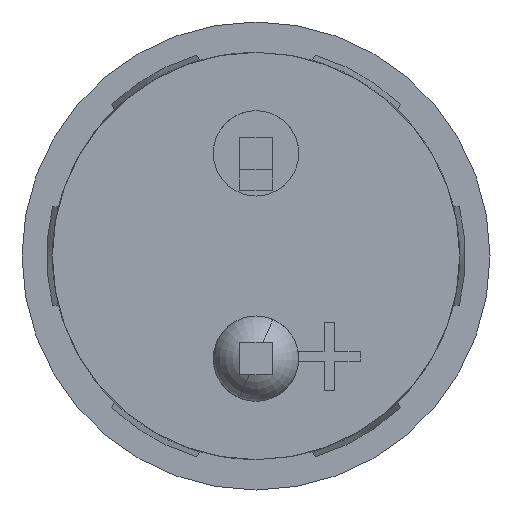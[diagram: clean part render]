
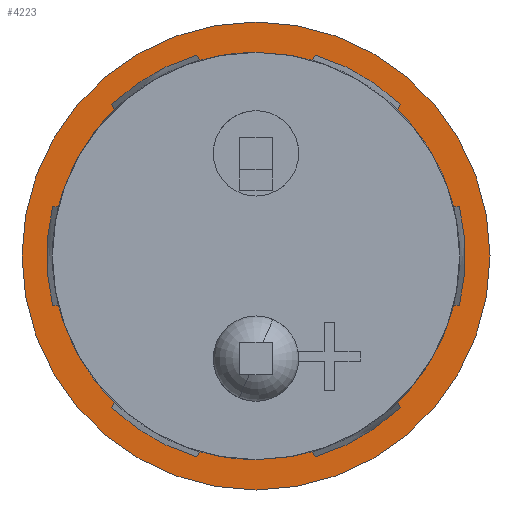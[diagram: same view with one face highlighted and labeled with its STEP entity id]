
A CAD part, front view. The second image highlights one B-rep face of the part: STEP entity #4223.
In plain terms, the highlighted face is planar.
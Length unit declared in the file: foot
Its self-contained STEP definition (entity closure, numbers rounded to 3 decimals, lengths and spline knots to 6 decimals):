
#2 = EDGE_LOOP ( 'NONE', ( #850, #92, #2118, #4002, #1767, #162, #2546, #2651 ) ) ;
#84 = CIRCLE ( 'NONE', #2718, 0.010333 ) ;
#92 = ORIENTED_EDGE ( 'NONE', *, *, #864, .T. ) ;
#162 = ORIENTED_EDGE ( 'NONE', *, *, #866, .T. ) ;
#172 = CIRCLE ( 'NONE', #1165, 0.010333 ) ;
#188 = VERTEX_POINT ( 'NONE', #4440 ) ;
#250 = VERTEX_POINT ( 'NONE', #1169 ) ;
#386 = AXIS2_PLACEMENT_3D ( 'NONE', #4116, #3566, #3881 ) ;
#391 = CIRCLE ( 'NONE', #1848, 0.011875 ) ;
#402 = CARTESIAN_POINT ( 'NONE',  ( 0.004555, 0., 0.011875 ) ) ;
#433 = VERTEX_POINT ( 'NONE', #402 ) ;
#510 = DIRECTION ( 'NONE',  ( 0., 0., 1. ) ) ;
#537 = VERTEX_POINT ( 'NONE', #4576 ) ;
#589 = VERTEX_POINT ( 'NONE', #2245 ) ;
#635 = EDGE_CURVE ( 'NONE', #3508, #188, #702, .T. ) ;
#702 = CIRCLE ( 'NONE', #3554, 0.010333 ) ;
#745 = CARTESIAN_POINT ( 'NONE',  ( 0.004555, 0., 0. ) ) ;
#783 = CARTESIAN_POINT ( 'NONE',  ( 0.004555, 0., 0. ) ) ;
#850 = ORIENTED_EDGE ( 'NONE', *, *, #3627, .T. ) ;
#864 = EDGE_CURVE ( 'NONE', #250, #3824, #2557, .T. ) ;
#866 = EDGE_CURVE ( 'NONE', #3560, #4331, #3599, .T. ) ;
#909 = CIRCLE ( 'NONE', #386, 0.010333 ) ;
#966 = DIRECTION ( 'NONE',  ( 0., 0., 1. ) ) ;
#970 = FACE_BOUND ( 'NONE', #2, .T. ) ;
#1001 = CARTESIAN_POINT ( 'NONE',  ( 0.004555, 0., -0.010333 ) ) ;
#1078 = DIRECTION ( 'NONE',  ( 0., 0.866, -0.5 ) ) ;
#1165 = AXIS2_PLACEMENT_3D ( 'NONE', #1659, #3890, #4281 ) ;
#1169 = CARTESIAN_POINT ( 'NONE',  ( 0.004555, -0.002848, 0.009933 ) ) ;
#1278 = CARTESIAN_POINT ( 'NONE',  ( 0.004555, 0., 0. ) ) ;
#1317 = DIRECTION ( 'NONE',  ( -1., 0., 0. ) ) ;
#1323 = CARTESIAN_POINT ( 'NONE',  ( 0.004555, -0.007178, -0.007433 ) ) ;
#1412 = DIRECTION ( 'NONE',  ( -1., 0., 0. ) ) ;
#1433 = DIRECTION ( 'NONE',  ( 0., 0., 1. ) ) ;
#1472 = EDGE_CURVE ( 'NONE', #3824, #2924, #172, .T. ) ;
#1589 = AXIS2_PLACEMENT_3D ( 'NONE', #2430, #3647, #3193 ) ;
#1644 = CIRCLE ( 'NONE', #3889, 0.011875 ) ;
#1659 = CARTESIAN_POINT ( 'NONE',  ( 0.004555, 0., 0. ) ) ;
#1693 = EDGE_CURVE ( 'NONE', #537, #433, #391, .T. ) ;
#1767 = ORIENTED_EDGE ( 'NONE', *, *, #3049, .T. ) ;
#1816 = AXIS2_PLACEMENT_3D ( 'NONE', #1278, #3161, #2806 ) ;
#1848 = AXIS2_PLACEMENT_3D ( 'NONE', #745, #3312, #1433 ) ;
#2118 = ORIENTED_EDGE ( 'NONE', *, *, #1472, .T. ) ;
#2245 = CARTESIAN_POINT ( 'NONE',  ( 0.004555, 0.010026, -0.0025 ) ) ;
#2260 = EDGE_CURVE ( 'NONE', #4331, #3508, #84, .T. ) ;
#2310 = EDGE_CURVE ( 'NONE', #2924, #589, #2752, .T. ) ;
#2374 = CARTESIAN_POINT ( 'NONE',  ( 0.004555, 0., 0. ) ) ;
#2409 = EDGE_CURVE ( 'NONE', #433, #537, #1644, .T. ) ;
#2430 = CARTESIAN_POINT ( 'NONE',  ( 0.004555, 0., 0. ) ) ;
#2446 = ORIENTED_EDGE ( 'NONE', *, *, #2409, .F. ) ;
#2546 = ORIENTED_EDGE ( 'NONE', *, *, #2260, .T. ) ;
#2557 = CIRCLE ( 'NONE', #4840, 0.010333 ) ;
#2651 = ORIENTED_EDGE ( 'NONE', *, *, #635, .T. ) ;
#2710 = CARTESIAN_POINT ( 'NONE',  ( 0.004555, 0., 0. ) ) ;
#2718 = AXIS2_PLACEMENT_3D ( 'NONE', #2710, #1317, #1078 ) ;
#2752 = CIRCLE ( 'NONE', #1816, 0.010333 ) ;
#2806 = DIRECTION ( 'NONE',  ( 0., 0., 1. ) ) ;
#2884 = CARTESIAN_POINT ( 'NONE',  ( 0.004555, 0., 0. ) ) ;
#2924 = VERTEX_POINT ( 'NONE', #3646 ) ;
#3000 = CARTESIAN_POINT ( 'NONE',  ( 0.004555, 0., 0. ) ) ;
#3049 = EDGE_CURVE ( 'NONE', #589, #3560, #909, .T. ) ;
#3149 = CARTESIAN_POINT ( 'NONE',  ( 0.004555, -0.002848, -0.009933 ) ) ;
#3161 = DIRECTION ( 'NONE',  ( -1., 0., 0. ) ) ;
#3193 = DIRECTION ( 'NONE',  ( 0., 0.866, -0.5 ) ) ;
#3258 = DIRECTION ( 'NONE',  ( -1., 0., 0. ) ) ;
#3312 = DIRECTION ( 'NONE',  ( -1., 0., 0. ) ) ;
#3329 = AXIS2_PLACEMENT_3D ( 'NONE', #2884, #3258, #3609 ) ;
#3405 = CIRCLE ( 'NONE', #1589, 0.010333 ) ;
#3508 = VERTEX_POINT ( 'NONE', #1323 ) ;
#3554 = AXIS2_PLACEMENT_3D ( 'NONE', #3000, #3856, #510 ) ;
#3560 = VERTEX_POINT ( 'NONE', #1001 ) ;
#3562 = PLANE ( 'NONE',  #3581 ) ;
#3564 = EDGE_LOOP ( 'NONE', ( #2446, #4171 ) ) ;
#3566 = DIRECTION ( 'NONE',  ( -1., 0., 0. ) ) ;
#3581 = AXIS2_PLACEMENT_3D ( 'NONE', #2374, #3617, #4230 ) ;
#3599 = CIRCLE ( 'NONE', #3329, 0.010333 ) ;
#3609 = DIRECTION ( 'NONE',  ( 0., 0., 1. ) ) ;
#3617 = DIRECTION ( 'NONE',  ( -1., 0., 0. ) ) ;
#3624 = DIRECTION ( 'NONE',  ( -1., 0., 0. ) ) ;
#3627 = EDGE_CURVE ( 'NONE', #188, #250, #3405, .T. ) ;
#3646 = CARTESIAN_POINT ( 'NONE',  ( 0.004555, 0.010026, 0.0025 ) ) ;
#3647 = DIRECTION ( 'NONE',  ( -1., 0., 0. ) ) ;
#3752 = FACE_OUTER_BOUND ( 'NONE', #3564, .T. ) ;
#3824 = VERTEX_POINT ( 'NONE', #4433 ) ;
#3856 = DIRECTION ( 'NONE',  ( -1., 0., 0. ) ) ;
#3881 = DIRECTION ( 'NONE',  ( 0., 0., 1. ) ) ;
#3889 = AXIS2_PLACEMENT_3D ( 'NONE', #783, #1412, #4381 ) ;
#3890 = DIRECTION ( 'NONE',  ( -1., 0., 0. ) ) ;
#4002 = ORIENTED_EDGE ( 'NONE', *, *, #2310, .T. ) ;
#4116 = CARTESIAN_POINT ( 'NONE',  ( 0.004555, 0., 0. ) ) ;
#4171 = ORIENTED_EDGE ( 'NONE', *, *, #1693, .F. ) ;
#4223 = ADVANCED_FACE ( 'NONE', ( #3752, #970 ), #3562, .F. ) ;
#4230 = DIRECTION ( 'NONE',  ( 0., 0., 1. ) ) ;
#4281 = DIRECTION ( 'NONE',  ( 0., 0., 1. ) ) ;
#4331 = VERTEX_POINT ( 'NONE', #3149 ) ;
#4380 = CARTESIAN_POINT ( 'NONE',  ( 0.004555, 0., 0. ) ) ;
#4381 = DIRECTION ( 'NONE',  ( 0., 0., 1. ) ) ;
#4433 = CARTESIAN_POINT ( 'NONE',  ( 0.004555, 0., 0.010333 ) ) ;
#4440 = CARTESIAN_POINT ( 'NONE',  ( 0.004555, -0.007178, 0.007433 ) ) ;
#4576 = CARTESIAN_POINT ( 'NONE',  ( 0.004555, 0., -0.011875 ) ) ;
#4840 = AXIS2_PLACEMENT_3D ( 'NONE', #4380, #3624, #966 ) ;
